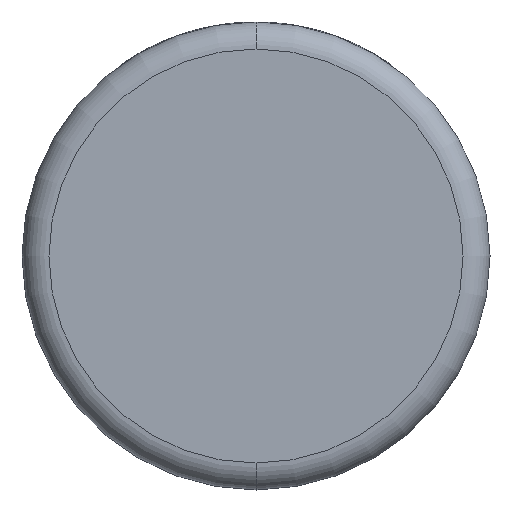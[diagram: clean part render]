
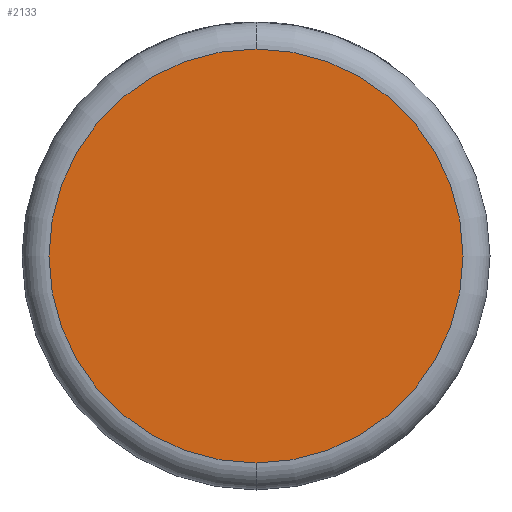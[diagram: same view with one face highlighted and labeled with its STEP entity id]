
A CAD part, front view. The second image highlights one B-rep face of the part: STEP entity #2133.
In plain terms, the highlighted planar face has unit normal (0, -1, 0).
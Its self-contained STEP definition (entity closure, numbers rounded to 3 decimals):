
#42 = CIRCLE ( 'NONE', #2360, 13.714 ) ;
#72 = EDGE_CURVE ( 'NONE', #4424, #2430, #42, .T. ) ;
#439 = CARTESIAN_POINT ( 'NONE',  ( 0., 0., 0. ) ) ;
#946 = EDGE_CURVE ( 'NONE', #2430, #4424, #2077, .T. ) ;
#1550 = AXIS2_PLACEMENT_3D ( 'NONE', #2878, #2932, #3283 ) ;
#1581 = ORIENTED_EDGE ( 'NONE', *, *, #72, .T. ) ;
#1875 = EDGE_LOOP ( 'NONE', ( #1910, #1581 ) ) ;
#1910 = ORIENTED_EDGE ( 'NONE', *, *, #946, .T. ) ;
#2077 = CIRCLE ( 'NONE', #4211, 13.714 ) ;
#2133 = ADVANCED_FACE ( 'NONE', ( #3738 ), #2143, .F. ) ;
#2143 = PLANE ( 'NONE',  #1550 ) ;
#2360 = AXIS2_PLACEMENT_3D ( 'NONE', #3348, #3381, #3723 ) ;
#2430 = VERTEX_POINT ( 'NONE', #3355 ) ;
#2878 = CARTESIAN_POINT ( 'NONE',  ( 0., 0., 0. ) ) ;
#2932 = DIRECTION ( 'NONE',  ( 0., 1., 0. ) ) ;
#3027 = DIRECTION ( 'NONE',  ( 0., -1., 0. ) ) ;
#3283 = DIRECTION ( 'NONE',  ( 0., 0., 1. ) ) ;
#3348 = CARTESIAN_POINT ( 'NONE',  ( 0., 0., 0. ) ) ;
#3355 = CARTESIAN_POINT ( 'NONE',  ( 0., 0., 13.714 ) ) ;
#3381 = DIRECTION ( 'NONE',  ( 0., -1., 0. ) ) ;
#3491 = DIRECTION ( 'NONE',  ( 0., 0., 1. ) ) ;
#3723 = DIRECTION ( 'NONE',  ( 0., 0., 1. ) ) ;
#3738 = FACE_OUTER_BOUND ( 'NONE', #1875, .T. ) ;
#4211 = AXIS2_PLACEMENT_3D ( 'NONE', #439, #3027, #3491 ) ;
#4424 = VERTEX_POINT ( 'NONE', #4616 ) ;
#4616 = CARTESIAN_POINT ( 'NONE',  ( 0., 0., -13.714 ) ) ;
